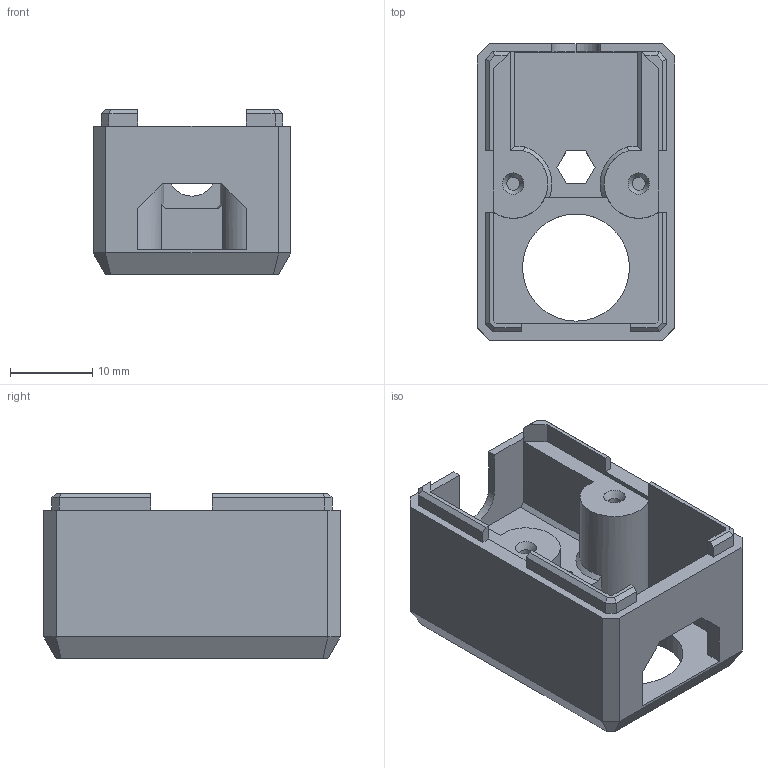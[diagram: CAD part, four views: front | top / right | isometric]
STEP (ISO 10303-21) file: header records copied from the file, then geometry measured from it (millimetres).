
FILE_DESCRIPTION(/* description */ (''),/* implementation_level */ '2;1');
FILE_NAME(/* name */ 'Top 12mm.step',/* time_stamp */ '2025-05-17T14:00:22+01:00',/* author */ (''),/* organization */ (''),/* preprocessor_version */ 'ST-DEVELOPER v20.1',/* originating_system */ 'Autodesk Translation Framework v14.4.0.0',/* authorisation */ '');
FILE_SCHEMA (('AUTOMOTIVE_DESIGN { 1 0 10303 214 3 1 1 }'));
Length unit declared in the file: millimetre
Products named in the file (1): Top 12mm
Bounding box: 24 x 36 x 20 mm (x, y, z)
Volume: 7897.2 mm3; surface area: 5307 mm2
Topology: 1 solids, 1 shells, 106 faces, 276 edges, 173 vertices
Faces by surface type: plane 94, cylinder 7, cone 5
Full cylindrical faces by diameter (mm): 1.6 x2, 13 x1
Entity records: 3202 total; most frequent: CARTESIAN_POINT 566, ORIENTED_EDGE 552, DIRECTION 507, EDGE_CURVE 276, LINE 251, VECTOR 251, VERTEX_POINT 173, AXIS2_PLACEMENT_3D 128
